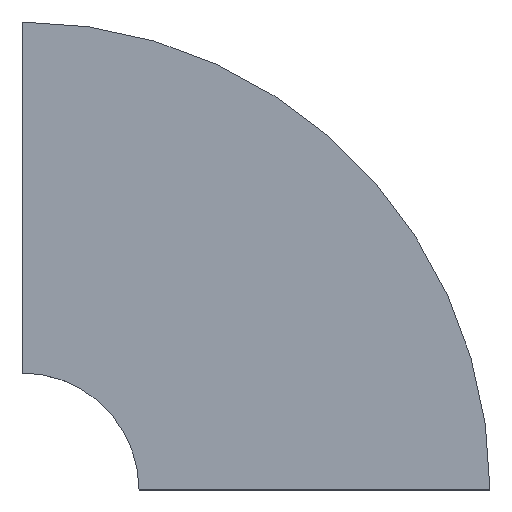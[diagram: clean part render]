
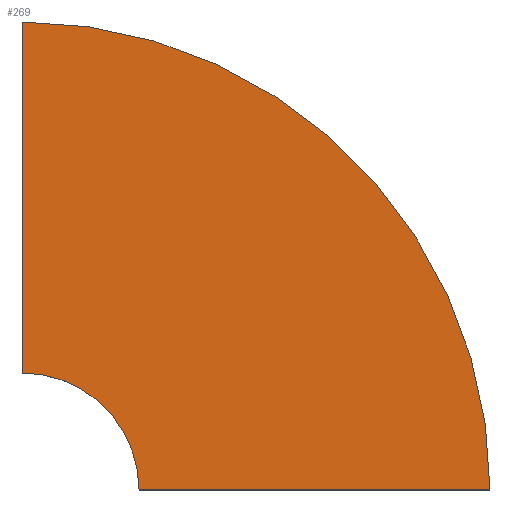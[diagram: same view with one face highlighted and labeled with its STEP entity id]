
A CAD part, top view. The second image highlights one B-rep face of the part: STEP entity #269.
In plain terms, the highlighted planar face has unit normal (0, 0, 1).
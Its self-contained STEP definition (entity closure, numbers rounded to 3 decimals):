
#20=CIRCLE('',#308,400.);
#22=CIRCLE('',#312,100.);
#41=FACE_OUTER_BOUND('',#59,.T.);
#59=EDGE_LOOP('',(#197,#198,#199,#200));
#75=LINE('',#429,#99);
#79=LINE('',#441,#103);
#99=VECTOR('',#341,10.);
#103=VECTOR('',#353,10.);
#123=VERTEX_POINT('',#426);
#124=VERTEX_POINT('',#428);
#126=VERTEX_POINT('',#434);
#128=VERTEX_POINT('',#440);
#147=EDGE_CURVE('',#124,#123,#75,.T.);
#150=EDGE_CURVE('',#126,#124,#20,.T.);
#153=EDGE_CURVE('',#128,#126,#79,.T.);
#156=EDGE_CURVE('',#123,#128,#22,.T.);
#197=ORIENTED_EDGE('',*,*,#156,.T.);
#198=ORIENTED_EDGE('',*,*,#153,.T.);
#199=ORIENTED_EDGE('',*,*,#150,.T.);
#200=ORIENTED_EDGE('',*,*,#147,.T.);
#255=PLANE('',#313);
#269=ADVANCED_FACE('',(#41),#255,.T.);
#308=AXIS2_PLACEMENT_3D('',#435,#347,#348);
#312=AXIS2_PLACEMENT_3D('',#445,#359,#360);
#313=AXIS2_PLACEMENT_3D('',#446,#361,#362);
#341=DIRECTION('',(0.,-1.,0.));
#347=DIRECTION('center_axis',(0.,0.,1.));
#348=DIRECTION('ref_axis',(1.,0.,0.));
#353=DIRECTION('',(1.,0.,0.));
#359=DIRECTION('center_axis',(0.,0.,-1.));
#360=DIRECTION('ref_axis',(1.,0.,0.));
#361=DIRECTION('center_axis',(0.,0.,1.));
#362=DIRECTION('ref_axis',(1.,0.,0.));
#426=CARTESIAN_POINT('',(-400.,100.,20.));
#428=CARTESIAN_POINT('',(-400.,400.,20.));
#429=CARTESIAN_POINT('',(-400.,100.,20.));
#434=CARTESIAN_POINT('',(0.,0.,20.));
#435=CARTESIAN_POINT('Origin',(-400.,0.,20.));
#440=CARTESIAN_POINT('',(-300.,0.,20.));
#441=CARTESIAN_POINT('',(-300.,0.,20.));
#445=CARTESIAN_POINT('Origin',(-400.,0.,20.));
#446=CARTESIAN_POINT('Origin',(-200.,200.,20.));
